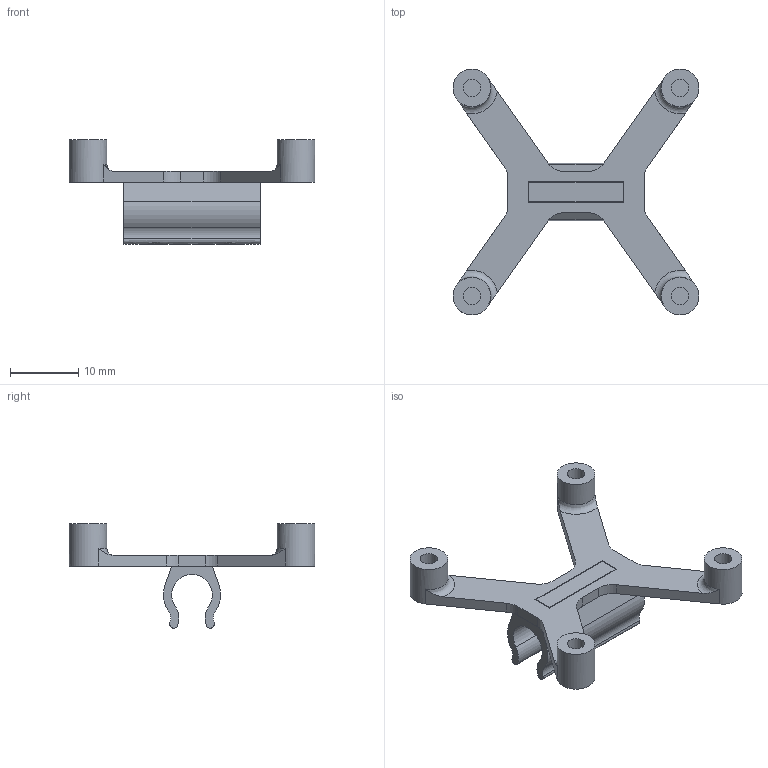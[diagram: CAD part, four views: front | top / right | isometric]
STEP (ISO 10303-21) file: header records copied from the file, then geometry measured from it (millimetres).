
FILE_DESCRIPTION(/* description */ (''),/* implementation_level */ '2;1');
FILE_NAME(/* name */ 'PixRacer Mount v3.step',/* time_stamp */ '2022-09-30T15:27:43-04:00',/* author */ (''),/* organization */ (''),/* preprocessor_version */ 'ST-DEVELOPER v19',/* originating_system */ 'Autodesk Translation Framework v11.7.0.108',/* authorisation */ '');
FILE_SCHEMA (('AUTOMOTIVE_DESIGN { 1 0 10303 214 3 1 1 }'));
Length unit declared in the file: millimetre
Products named in the file (2): PixRacer Mount; Component1
Assembly tree (1 placements, depth 2):
  PixRacer Mount
    Component1
Bounding box: 36.02 x 36.02 x 15.28 mm (x, y, z)
Volume: 1720.6 mm3; surface area: 2758.4 mm2
Topology: 2 solids, 2 shells, 65 faces, 172 edges, 116 vertices
Faces by surface type: plane 36, cylinder 23, torus 4, bspline 2
Full cylindrical faces by diameter (mm): 2.529 x4, 5.525 x4
Entity records: 2204 total; most frequent: CARTESIAN_POINT 498, ORIENTED_EDGE 344, DIRECTION 342, EDGE_CURVE 172, AXIS2_PLACEMENT_3D 124, VERTEX_POINT 116, LINE 94, VECTOR 94
